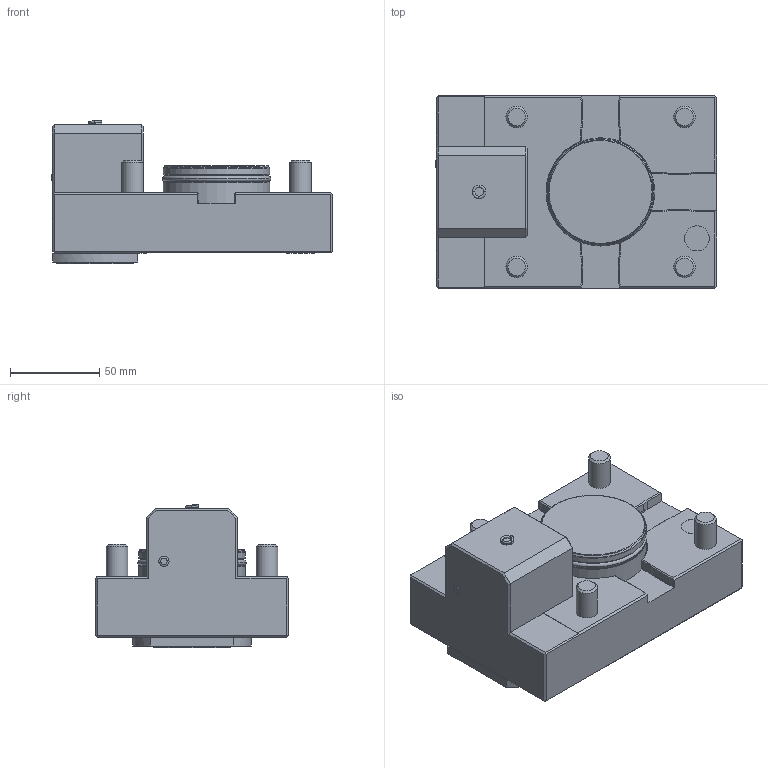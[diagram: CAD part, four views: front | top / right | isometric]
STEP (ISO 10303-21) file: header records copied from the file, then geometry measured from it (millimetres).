
FILE_DESCRIPTION(/* description */ (''),/* implementation_level */ '2;1');
FILE_NAME(/* name */ '1616162687442.stp',/* time_stamp */ '2021-03-19T15:04:55+01:00',/* author */ (''),/* organization */ ('SMS'),/* preprocessor_version */ 'ST-DEVELOPER v16.7',/* originating_system */ 'SIEMENS PLM Software NX 12.0',/* authorisation */ '');
FILE_SCHEMA (('AUTOMOTIVE_DESIGN { 1 0 10303 214 3 1 1 1 }'));
Length unit declared in the file: millimetre
Products named in the file (1): 203440372mod000_00
Bounding box: 157.53 x 108 x 80.43 mm (x, y, z)
Volume: 708939.9 mm3; surface area: 81158.7 mm2
Topology: 1 solids, 1 shells, 252 faces, 632 edges, 401 vertices
Faces by surface type: plane 136, cylinder 49, cone 41, torus 20, sphere 5, bspline 1
Full cylindrical faces by diameter (mm): 2.5 x1, 4.495 x4, 5.183 x4, 5.694 x1, 5.994 x4, 7.193 x4, 7.992 x2, 11.988 x4, 13.986 x1, 17.982 x2, 20 x2, 39.96 x1, 55.145 x1, 59.84 x2, 59.9 x1, 60.639 x1
Entity records: 7586 total; most frequent: CARTESIAN_POINT 2049, DIRECTION 1138, ORIENTED_EDGE 1028, EDGE_CURVE 514, AXIS2_PLACEMENT_3D 436, VERTEX_POINT 361, EDGE_LOOP 359, LINE 266
